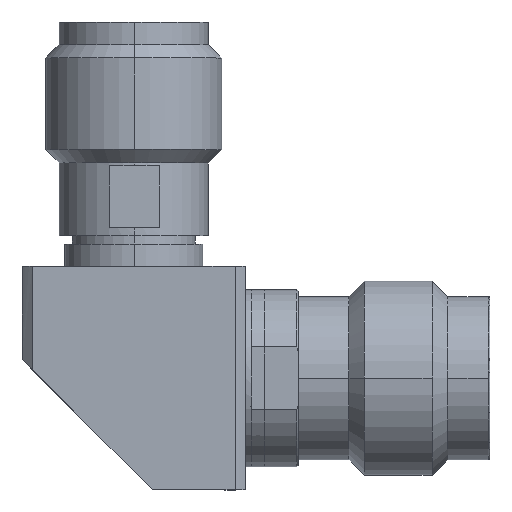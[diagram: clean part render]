
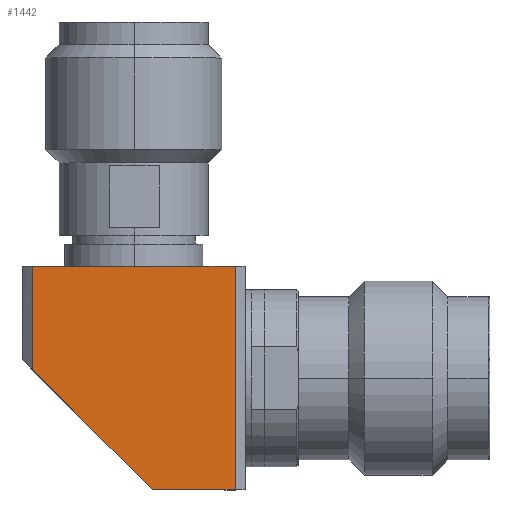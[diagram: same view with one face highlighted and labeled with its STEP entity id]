
A CAD part, top view. The second image highlights one B-rep face of the part: STEP entity #1442.
In plain terms, the highlighted face is planar.
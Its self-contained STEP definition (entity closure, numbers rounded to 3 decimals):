
#189 = DIRECTION ( 'NONE',  ( 1., 0., 0. ) ) ;
#250 = CARTESIAN_POINT ( 'NONE',  ( -3.96, 0., -3.96 ) ) ;
#297 = EDGE_CURVE ( 'NONE', #2934, #1402, #977, .T. ) ;
#396 = PLANE ( 'NONE',  #1088 ) ;
#412 = FACE_OUTER_BOUND ( 'NONE', #868, .T. ) ;
#439 = ORIENTED_EDGE ( 'NONE', *, *, #2125, .F. ) ;
#455 = DIRECTION ( 'NONE',  ( 0.707, -0.707, 0. ) ) ;
#502 = LINE ( 'NONE', #1482, #1235 ) ;
#523 = VERTEX_POINT ( 'NONE', #1121 ) ;
#548 = ORIENTED_EDGE ( 'NONE', *, *, #1203, .F. ) ;
#723 = ORIENTED_EDGE ( 'NONE', *, *, #297, .F. ) ;
#762 = DIRECTION ( 'NONE',  ( 0., 1., 0. ) ) ;
#768 = EDGE_CURVE ( 'NONE', #523, #2149, #2466, .T. ) ;
#868 = EDGE_LOOP ( 'NONE', ( #3043, #548, #723, #439, #2297 ) ) ;
#977 = LINE ( 'NONE', #2982, #1452 ) ;
#1088 = AXIS2_PLACEMENT_3D ( 'NONE', #1625, #1419, #189 ) ;
#1121 = CARTESIAN_POINT ( 'NONE',  ( -3.96, 3.597, -3.96 ) ) ;
#1197 = CARTESIAN_POINT ( 'NONE',  ( -3.96, 0.66, -3.96 ) ) ;
#1203 = EDGE_CURVE ( 'NONE', #1402, #523, #1695, .T. ) ;
#1230 = DIRECTION ( 'NONE',  ( 0., -1., 0. ) ) ;
#1235 = VECTOR ( 'NONE', #2474, 1000. ) ;
#1328 = CARTESIAN_POINT ( 'NONE',  ( 3.96, 3.597, -3.96 ) ) ;
#1402 = VERTEX_POINT ( 'NONE', #1328 ) ;
#1419 = DIRECTION ( 'NONE',  ( 0., 0., 1. ) ) ;
#1442 = ADVANCED_FACE ( 'NONE', ( #412 ), #396, .F. ) ;
#1452 = VECTOR ( 'NONE', #762, 1000. ) ;
#1458 = DIRECTION ( 'NONE',  ( -1., 0., 0. ) ) ;
#1482 = CARTESIAN_POINT ( 'NONE',  ( 0., -3.597, -3.96 ) ) ;
#1548 = VECTOR ( 'NONE', #1458, 1000. ) ;
#1625 = CARTESIAN_POINT ( 'NONE',  ( 0., 0., -3.96 ) ) ;
#1695 = LINE ( 'NONE', #2683, #1548 ) ;
#1825 = CARTESIAN_POINT ( 'NONE',  ( 0.297, -3.597, -3.96 ) ) ;
#1917 = LINE ( 'NONE', #1197, #2346 ) ;
#2125 = EDGE_CURVE ( 'NONE', #2164, #2934, #502, .T. ) ;
#2149 = VERTEX_POINT ( 'NONE', #3186 ) ;
#2164 = VERTEX_POINT ( 'NONE', #1825 ) ;
#2176 = CARTESIAN_POINT ( 'NONE',  ( 3.96, -3.597, -3.96 ) ) ;
#2297 = ORIENTED_EDGE ( 'NONE', *, *, #3090, .F. ) ;
#2346 = VECTOR ( 'NONE', #455, 1000. ) ;
#2466 = LINE ( 'NONE', #250, #2597 ) ;
#2474 = DIRECTION ( 'NONE',  ( 1., 0., 0. ) ) ;
#2597 = VECTOR ( 'NONE', #1230, 1000. ) ;
#2683 = CARTESIAN_POINT ( 'NONE',  ( 0., 3.597, -3.96 ) ) ;
#2934 = VERTEX_POINT ( 'NONE', #2176 ) ;
#2982 = CARTESIAN_POINT ( 'NONE',  ( 3.96, -3.96, -3.96 ) ) ;
#3043 = ORIENTED_EDGE ( 'NONE', *, *, #768, .F. ) ;
#3090 = EDGE_CURVE ( 'NONE', #2149, #2164, #1917, .T. ) ;
#3186 = CARTESIAN_POINT ( 'NONE',  ( -3.96, 0.66, -3.96 ) ) ;
